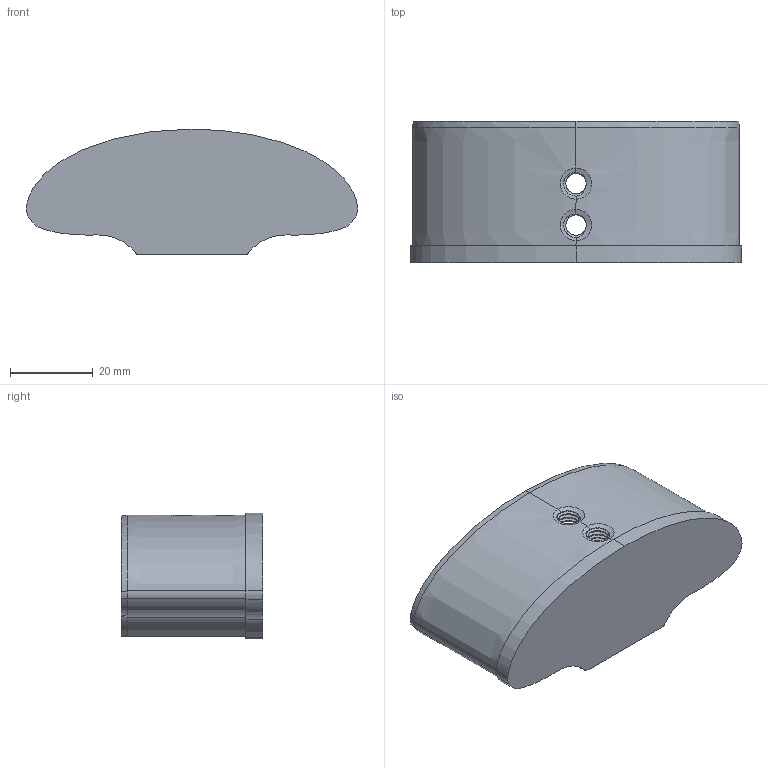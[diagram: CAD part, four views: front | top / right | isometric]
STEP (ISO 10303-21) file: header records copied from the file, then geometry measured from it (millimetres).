
FILE_DESCRIPTION(/* description */ (''),/* implementation_level */ '2;1');
FILE_NAME(/* name */ '1790_Cosch_Edelstahltechnik.stp',/* time_stamp */ '2018-08-16T13:53:09+02:00',/* author */ (''),/* organization */ (''),/* preprocessor_version */ 'ST-DEVELOPER v16',/* originating_system */ 'SIEMENS PLM Software NX 11.0',/* authorisation */ '');
FILE_SCHEMA (('AUTOMOTIVE_DESIGN { 1 0 10303 214 3 1 1 1 }'));
Length unit declared in the file: millimetre
Products named in the file (1): Goge1C0C8D45jwov
Bounding box: 79.89 x 34 x 30.3 mm (x, y, z)
Volume: 9879 mm3; surface area: 13734.6 mm2
Topology: 1 solids, 1 shells, 92 faces, 247 edges, 156 vertices
Faces by surface type: cylinder 52, cone 13, bspline 12, plane 9, extrusion 6
Entity records: 6256 total; most frequent: CARTESIAN_POINT 3966, ORIENTED_EDGE 494, DIRECTION 461, EDGE_CURVE 247, AXIS2_PLACEMENT_3D 190, VERTEX_POINT 156, CIRCLE 103, EDGE_LOOP 95
